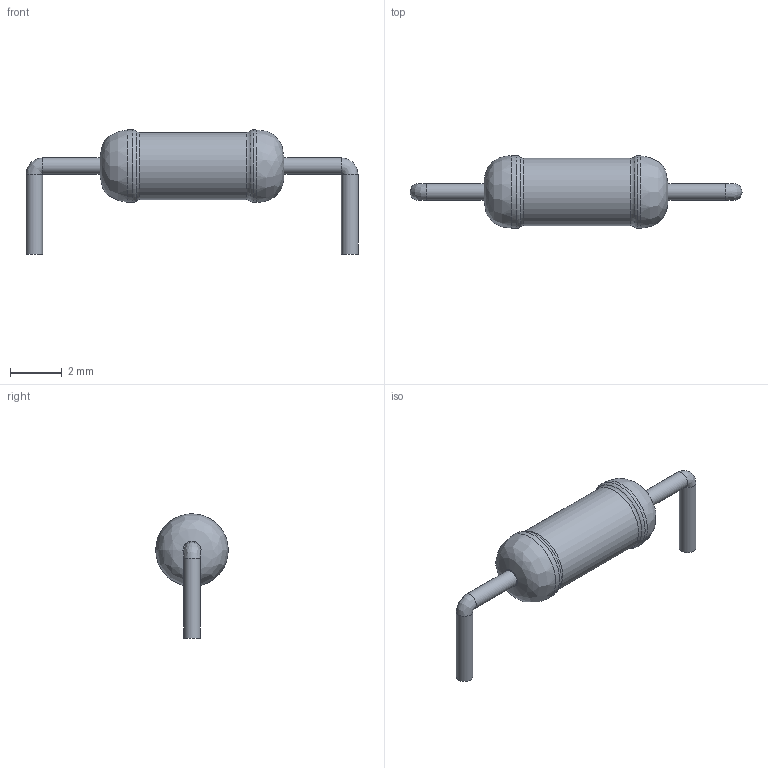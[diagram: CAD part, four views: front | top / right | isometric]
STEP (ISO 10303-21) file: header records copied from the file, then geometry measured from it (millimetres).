
FILE_DESCRIPTION(/* description */ (''),/* implementation_level */ '2;1');
FILE_NAME(/* name */ 'Littelfuse-0251001.NRT1L.stepp.step',/* time_stamp */ '2023-04-06T11:00:47-06:00',/* author */ (''),/* organization */ (''),/* preprocessor_version */ 'ST-DEVELOPER v19.2',/* originating_system */ 'Autodesk Translation Framework v12.4.0.73',/* authorisation */ '');
FILE_SCHEMA (('AUTOMOTIVE_DESIGN { 1 0 10303 214 3 1 1 }'));
Length unit declared in the file: millimetre
Products named in the file (1): Littelfuse-0251001.NRT1L
Bounding box: 12.83 x 2.8 x 4.8 mm (x, y, z)
Volume: 40.8 mm3; surface area: 87.5 mm2
Topology: 1 solids, 1 shells, 19 faces, 45 edges, 26 vertices
Faces by surface type: cylinder 7, torus 4, bspline 4, plane 4
Full cylindrical faces by diameter (mm): 0.64 x4, 2.6 x1, 2.8 x2
Entity records: 871 total; most frequent: CARTESIAN_POINT 402, DIRECTION 93, ORIENTED_EDGE 82, AXIS2_PLACEMENT_3D 43, EDGE_CURVE 41, CIRCLE 27, VERTEX_POINT 26, EDGE_LOOP 21
